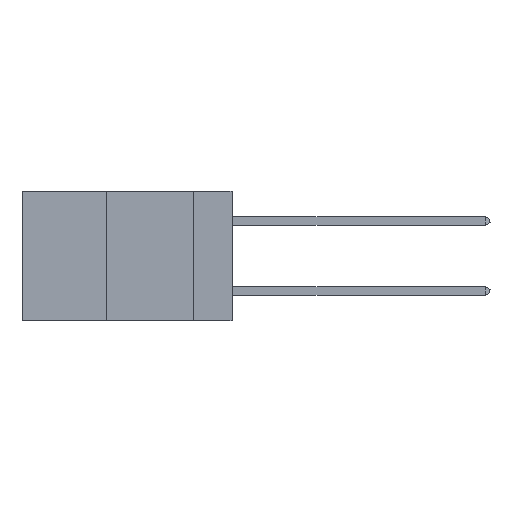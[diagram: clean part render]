
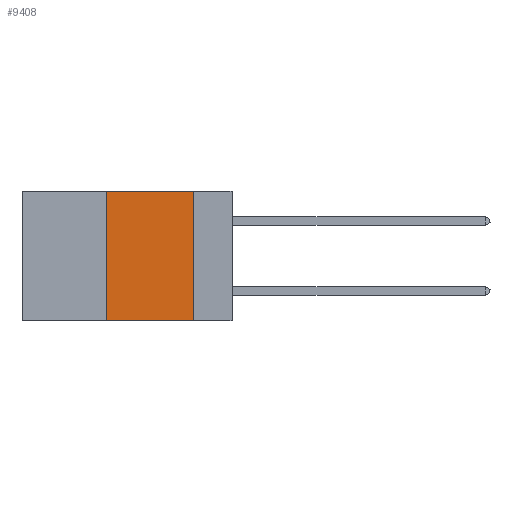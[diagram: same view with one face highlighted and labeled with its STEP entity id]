
A CAD part, left-side view. The second image highlights one B-rep face of the part: STEP entity #9408.
In plain terms, the highlighted planar face has unit normal (-1, 0, 0).
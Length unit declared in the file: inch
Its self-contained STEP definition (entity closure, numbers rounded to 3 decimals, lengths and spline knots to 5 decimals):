
#7 = LINE ( 'NONE', #6659, #4001 ) ;
#519 = ORIENTED_EDGE ( 'NONE', *, *, #20630, .F. ) ;
#917 = VERTEX_POINT ( 'NONE', #17283 ) ;
#1287 = VERTEX_POINT ( 'NONE', #9204 ) ;
#1324 = LINE ( 'NONE', #12268, #5248 ) ;
#1485 = DIRECTION ( 'NONE',  ( 0., 0., 1. ) ) ;
#1935 = DIRECTION ( 'NONE',  ( 0., 0., -1. ) ) ;
#2187 = EDGE_LOOP ( 'NONE', ( #4863, #8844, #519, #3102 ) ) ;
#2208 = EDGE_CURVE ( 'NONE', #917, #10871, #19277, .T. ) ;
#2968 = VECTOR ( 'NONE', #1935, 39.37008 ) ;
#3102 = ORIENTED_EDGE ( 'NONE', *, *, #12152, .T. ) ;
#4001 = VECTOR ( 'NONE', #19113, 39.37008 ) ;
#4114 = DIRECTION ( 'NONE',  ( 1., 0., 0. ) ) ;
#4863 = ORIENTED_EDGE ( 'NONE', *, *, #2208, .F. ) ;
#5248 = VECTOR ( 'NONE', #15398, 39.37008 ) ;
#6314 = FACE_OUTER_BOUND ( 'NONE', #2187, .T. ) ;
#6659 = CARTESIAN_POINT ( 'NONE',  ( 0., 0.6, -0.37 ) ) ;
#6731 = VERTEX_POINT ( 'NONE', #19289 ) ;
#7582 = VECTOR ( 'NONE', #1485, 39.37008 ) ;
#8104 = CARTESIAN_POINT ( 'NONE',  ( 0., 0.36, 0. ) ) ;
#8267 = AXIS2_PLACEMENT_3D ( 'NONE', #19793, #4114, #15285 ) ;
#8844 = ORIENTED_EDGE ( 'NONE', *, *, #10142, .F. ) ;
#9204 = CARTESIAN_POINT ( 'NONE',  ( 0., 0.36, -0.37 ) ) ;
#9408 = ADVANCED_FACE ( 'NONE', ( #6314 ), #13714, .F. ) ;
#10142 = EDGE_CURVE ( 'NONE', #6731, #917, #1324, .T. ) ;
#10583 = CARTESIAN_POINT ( 'NONE',  ( 0., 0.11, 0. ) ) ;
#10871 = VERTEX_POINT ( 'NONE', #20276 ) ;
#11789 = LINE ( 'NONE', #8104, #7582 ) ;
#12152 = EDGE_CURVE ( 'NONE', #1287, #10871, #7, .T. ) ;
#12268 = CARTESIAN_POINT ( 'NONE',  ( 0., 0.6, 0. ) ) ;
#13714 = PLANE ( 'NONE',  #8267 ) ;
#15285 = DIRECTION ( 'NONE',  ( 0., 0., -1. ) ) ;
#15398 = DIRECTION ( 'NONE',  ( 0., -1., 0. ) ) ;
#17283 = CARTESIAN_POINT ( 'NONE',  ( 0., 0.11, 0. ) ) ;
#19113 = DIRECTION ( 'NONE',  ( 0., -1., 0. ) ) ;
#19277 = LINE ( 'NONE', #10583, #2968 ) ;
#19289 = CARTESIAN_POINT ( 'NONE',  ( 0., 0.36, 0. ) ) ;
#19793 = CARTESIAN_POINT ( 'NONE',  ( 0., 0.6, 0. ) ) ;
#20276 = CARTESIAN_POINT ( 'NONE',  ( 0., 0.11, -0.37 ) ) ;
#20630 = EDGE_CURVE ( 'NONE', #1287, #6731, #11789, .T. ) ;
